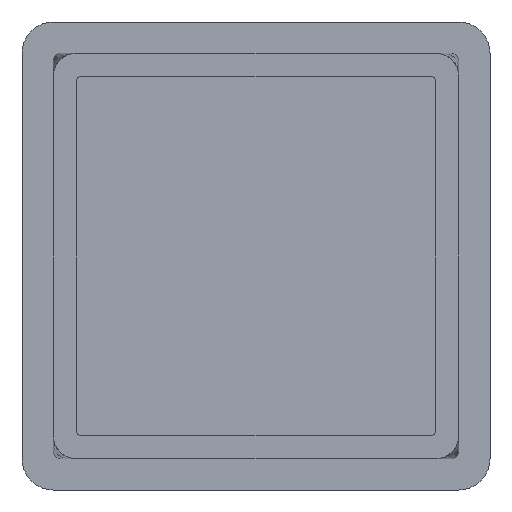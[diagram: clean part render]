
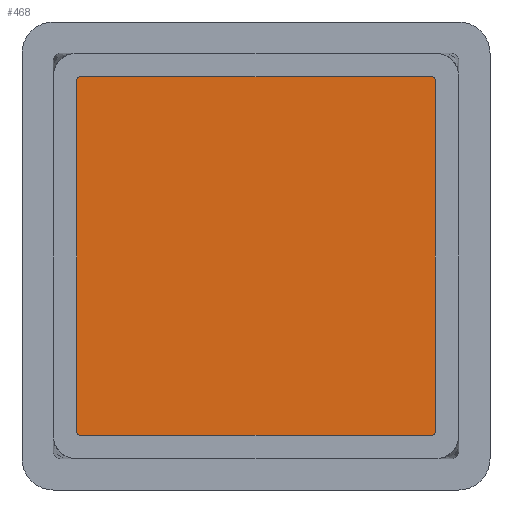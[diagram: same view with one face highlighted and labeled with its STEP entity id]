
A CAD part, front view. The second image highlights one B-rep face of the part: STEP entity #468.
In plain terms, the highlighted planar face has unit normal (0, -1, 0).
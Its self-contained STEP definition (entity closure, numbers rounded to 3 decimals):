
#2 = VECTOR ( 'NONE', #197, 1000. ) ;
#12 = CARTESIAN_POINT ( 'NONE',  ( 11.5, 20., -11.5 ) ) ;
#17 = CARTESIAN_POINT ( 'NONE',  ( 11.5, 20., -11.25 ) ) ;
#20 = CARTESIAN_POINT ( 'NONE',  ( 11.25, 20., 11.5 ) ) ;
#55 = EDGE_CURVE ( 'NONE', #368, #449, #405, .T. ) ;
#67 = CARTESIAN_POINT ( 'NONE',  ( -11.5, 20., -11.5 ) ) ;
#92 = LINE ( 'NONE', #67, #1190 ) ;
#102 = AXIS2_PLACEMENT_3D ( 'NONE', #1164, #400, #788 ) ;
#150 = ORIENTED_EDGE ( 'NONE', *, *, #436, .F. ) ;
#197 = DIRECTION ( 'NONE',  ( 0., 0., 1. ) ) ;
#212 = LINE ( 'NONE', #12, #650 ) ;
#249 = LINE ( 'NONE', #939, #655 ) ;
#256 = DIRECTION ( 'NONE',  ( 1., 0., 0. ) ) ;
#277 = DIRECTION ( 'NONE',  ( 0., -1., 0. ) ) ;
#306 = ORIENTED_EDGE ( 'NONE', *, *, #1064, .T. ) ;
#312 = DIRECTION ( 'NONE',  ( 0., -1., 0. ) ) ;
#337 = ORIENTED_EDGE ( 'NONE', *, *, #408, .F. ) ;
#368 = VERTEX_POINT ( 'NONE', #761 ) ;
#389 = FACE_OUTER_BOUND ( 'NONE', #582, .T. ) ;
#400 = DIRECTION ( 'NONE',  ( 0., 1., 0. ) ) ;
#405 = CIRCLE ( 'NONE', #1237, 0.25 ) ;
#408 = EDGE_CURVE ( 'NONE', #779, #852, #92, .T. ) ;
#436 = EDGE_CURVE ( 'NONE', #368, #561, #212, .T. ) ;
#449 = VERTEX_POINT ( 'NONE', #20 ) ;
#460 = EDGE_CURVE ( 'NONE', #645, #684, #990, .T. ) ;
#468 = ADVANCED_FACE ( 'NONE', ( #389 ), #1075, .F. ) ;
#484 = AXIS2_PLACEMENT_3D ( 'NONE', #661, #1052, #564 ) ;
#491 = CARTESIAN_POINT ( 'NONE',  ( -11.25, 20., 11.25 ) ) ;
#507 = DIRECTION ( 'NONE',  ( 0., 0., 1. ) ) ;
#561 = VERTEX_POINT ( 'NONE', #17 ) ;
#564 = DIRECTION ( 'NONE',  ( 0., 0., 1. ) ) ;
#582 = EDGE_LOOP ( 'NONE', ( #150, #958, #812, #1007, #924, #978, #337, #306 ) ) ;
#601 = DIRECTION ( 'NONE',  ( 0., 0., -1. ) ) ;
#633 = CARTESIAN_POINT ( 'NONE',  ( -11.5, 20., 11.25 ) ) ;
#645 = VERTEX_POINT ( 'NONE', #894 ) ;
#650 = VECTOR ( 'NONE', #601, 1000. ) ;
#651 = CIRCLE ( 'NONE', #484, 0.25 ) ;
#655 = VECTOR ( 'NONE', #256, 1000. ) ;
#661 = CARTESIAN_POINT ( 'NONE',  ( 11.25, 20., -11.25 ) ) ;
#684 = VERTEX_POINT ( 'NONE', #633 ) ;
#686 = CARTESIAN_POINT ( 'NONE',  ( 11.25, 20., 11.25 ) ) ;
#758 = DIRECTION ( 'NONE',  ( 0., 0., 1. ) ) ;
#761 = CARTESIAN_POINT ( 'NONE',  ( 11.5, 20., 11.25 ) ) ;
#773 = CARTESIAN_POINT ( 'NONE',  ( -11.5, 20., -11.5 ) ) ;
#779 = VERTEX_POINT ( 'NONE', #1213 ) ;
#788 = DIRECTION ( 'NONE',  ( 0., 0., 1. ) ) ;
#790 = EDGE_CURVE ( 'NONE', #814, #449, #249, .T. ) ;
#812 = ORIENTED_EDGE ( 'NONE', *, *, #790, .F. ) ;
#814 = VERTEX_POINT ( 'NONE', #1146 ) ;
#852 = VERTEX_POINT ( 'NONE', #1056 ) ;
#870 = AXIS2_PLACEMENT_3D ( 'NONE', #491, #884, #758 ) ;
#873 = CARTESIAN_POINT ( 'NONE',  ( -11.25, 20., -11.25 ) ) ;
#884 = DIRECTION ( 'NONE',  ( 0., -1., 0. ) ) ;
#894 = CARTESIAN_POINT ( 'NONE',  ( -11.5, 20., -11.25 ) ) ;
#924 = ORIENTED_EDGE ( 'NONE', *, *, #460, .F. ) ;
#939 = CARTESIAN_POINT ( 'NONE',  ( -11.5, 20., 11.5 ) ) ;
#958 = ORIENTED_EDGE ( 'NONE', *, *, #55, .T. ) ;
#969 = DIRECTION ( 'NONE',  ( 0., 0., 1. ) ) ;
#975 = CIRCLE ( 'NONE', #1015, 0.25 ) ;
#978 = ORIENTED_EDGE ( 'NONE', *, *, #1218, .T. ) ;
#990 = LINE ( 'NONE', #773, #2 ) ;
#1007 = ORIENTED_EDGE ( 'NONE', *, *, #1205, .T. ) ;
#1015 = AXIS2_PLACEMENT_3D ( 'NONE', #873, #277, #969 ) ;
#1052 = DIRECTION ( 'NONE',  ( 0., -1., 0. ) ) ;
#1056 = CARTESIAN_POINT ( 'NONE',  ( -11.25, 20., -11.5 ) ) ;
#1064 = EDGE_CURVE ( 'NONE', #779, #561, #651, .T. ) ;
#1075 = PLANE ( 'NONE',  #102 ) ;
#1128 = DIRECTION ( 'NONE',  ( -1., 0., 0. ) ) ;
#1146 = CARTESIAN_POINT ( 'NONE',  ( -11.25, 20., 11.5 ) ) ;
#1164 = CARTESIAN_POINT ( 'NONE',  ( 0., 20., 0. ) ) ;
#1190 = VECTOR ( 'NONE', #1128, 1000. ) ;
#1205 = EDGE_CURVE ( 'NONE', #814, #684, #1211, .T. ) ;
#1211 = CIRCLE ( 'NONE', #870, 0.25 ) ;
#1213 = CARTESIAN_POINT ( 'NONE',  ( 11.25, 20., -11.5 ) ) ;
#1218 = EDGE_CURVE ( 'NONE', #645, #852, #975, .T. ) ;
#1237 = AXIS2_PLACEMENT_3D ( 'NONE', #686, #312, #507 ) ;
